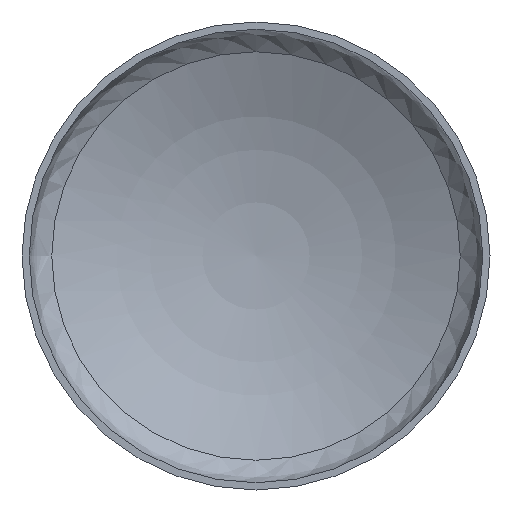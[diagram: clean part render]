
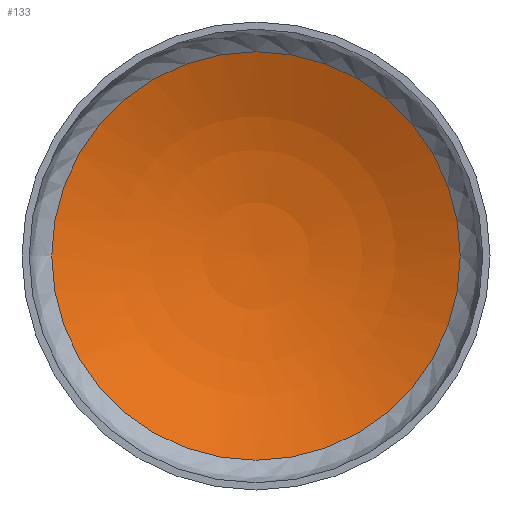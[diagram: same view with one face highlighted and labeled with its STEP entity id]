
A CAD part, left-side view. The second image highlights one B-rep face of the part: STEP entity #133.
In plain terms, the highlighted free-form (B-spline) face has degree [2, 2] with [3, 3] control points.
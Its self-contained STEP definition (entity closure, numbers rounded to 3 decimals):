
#105=CARTESIAN_POINT('',(-26.572,-50.656,-56.301));
#106=CARTESIAN_POINT('',(-2.,-62.575,0.0));
#107=CARTESIAN_POINT('',(-26.572,-50.656,56.301));
#108=CARTESIAN_POINT('',(-2.,0.,-56.301));
#109=CARTESIAN_POINT('',(28.354,0.,0.0));
#110=CARTESIAN_POINT('',(-2.,0.,56.301));
#111=CARTESIAN_POINT('',(-26.572,50.656,-56.301));
#112=CARTESIAN_POINT('',(-2.,62.575,0.0));
#113=CARTESIAN_POINT('',(-26.572,50.656,56.301));
#121=(BOUNDED_SURFACE()B_SPLINE_SURFACE(2,2,((#105,#108,#111),(#106,#109,#112),(#107,#110,#113)),.UNSPECIFIED.,.F.,.F.,.U.)B_SPLINE_SURFACE_WITH_KNOTS((3,3),(3,3),(-0.452,0.452),(0.0,0.903),.UNSPECIFIED.)GEOMETRIC_REPRESENTATION_ITEM()RATIONAL_B_SPLINE_SURFACE(((1.0,0.9,1.0),(0.9,0.81,0.9),(1.0,0.9,1.0)))REPRESENTATION_ITEM('')SURFACE());
#122=CARTESIAN_POINT('',(-14.934,56.301,0.0));
#123=VERTEX_POINT('',#122);
#124=CARTESIAN_POINT('',(-14.934,0.,0.0));
#125=DIRECTION('',(1.0,0.0,0.0));
#126=DIRECTION('',(0.0,1.0,0.0));
#127=AXIS2_PLACEMENT_3D('',#124,#125,#126);
#128=CIRCLE('',#127,56.301);
#129=EDGE_CURVE('',#123,#123,#128,.T.);
#130=ORIENTED_EDGE('',*,*,#129,.F.);
#131=EDGE_LOOP('',(#130));
#132=FACE_OUTER_BOUND('',#131,.T.);
#133=ADVANCED_FACE('',(#132),#121,.T.);
